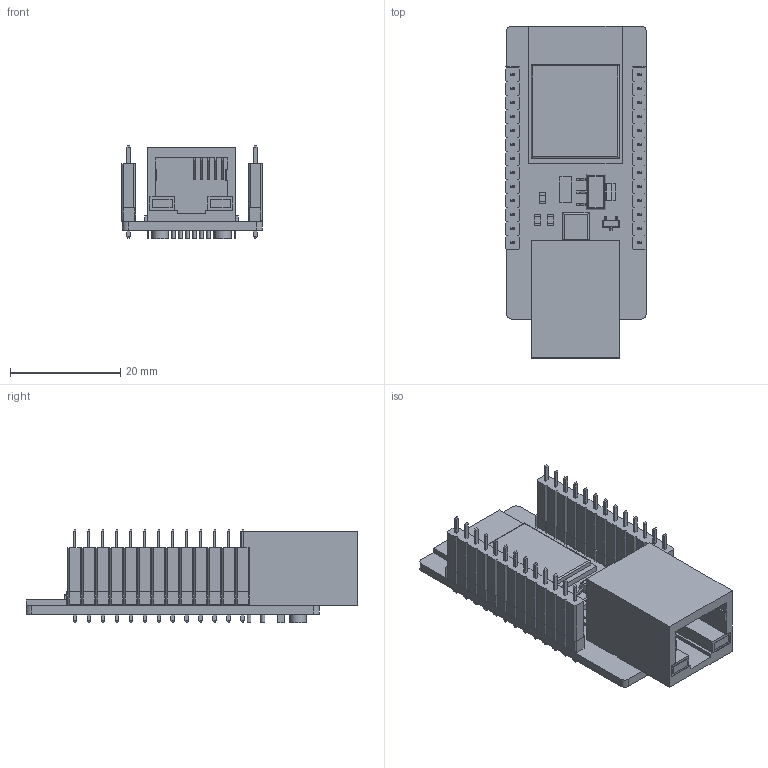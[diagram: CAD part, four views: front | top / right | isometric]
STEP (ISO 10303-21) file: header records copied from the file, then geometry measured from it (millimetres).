
FILE_DESCRIPTION(/* description */ ('STEP AP242 Edition 2','CAx-IF Rec.Pracs.---Representation and Presentation of Product Manufacturing Information (PMI)---4.0---2014-10-13','CAx-IF Rec.Pracs.---3D Tessellated Geometry---0.4---2014-09-14','2;1','CAx-IF Rec.Pracs.---User Defined Attributes---1.5---2016-08-15'),/* implementation_level */ '2;1');
FILE_NAME(/* name */ '69348f413c6fe46a4ffbd531',/* time_stamp */ '2025-12-06T20:17:06Z',/* author */ (''),/* organization */ (''),/* preprocessor_version */ 'ST-DEVELOPER v20',/* originating_system */ 'ONSHAPE BY PTC INC, 1.207',/* authorisation */ ' ');
FILE_SCHEMA (('AP242_MANAGED_MODEL_BASED_3D_ENGINEERING_MIM_LF { 1 0 10303 442 3 1 4 }'));
Length unit declared in the file: metre
Products named in the file (42): WT32-ESP01 v3; WT32-ESP01 v2; SOT23SMD; 0805; AMS1117; 13-way-pinheader-female; res_1206; 13WayHeader; HY911130A
Assembly tree (45 placements, depth 2):
  WT32-ESP01 v3
    WT32-ESP01 v2
    WT32-ESP01 v2
    SOT23SMD
    WT32-ESP01 v2
    WT32-ESP01 v2
    WT32-ESP01 v2
    WT32-ESP01 v2
    SOT23SMD
    WT32-ESP01 v2
    WT32-ESP01 v2
    0805  x3
    WT32-ESP01 v2
    WT32-ESP01 v2
    WT32-ESP01 v2
    WT32-ESP01 v2
    AMS1117
    WT32-ESP01 v2
    WT32-ESP01 v2
    13-way-pinheader-female  x2
    WT32-ESP01 v2
    SOT23SMD
    WT32-ESP01 v2
    WT32-ESP01 v2
    WT32-ESP01 v2
    WT32-ESP01 v2
    WT32-ESP01 v2
    res_1206
    WT32-ESP01 v2
    WT32-ESP01 v2
    WT32-ESP01 v2
    WT32-ESP01 v2
    WT32-ESP01 v2
    WT32-ESP01 v2
    13WayHeader  x2
    WT32-ESP01 v2
    WT32-ESP01 v2
    WT32-ESP01 v2
    WT32-ESP01 v2
    WT32-ESP01 v2
    SOT23SMD
    HY911130A
Bounding box: 25.55 x 60.3 x 16.9 mm (x, y, z)
Volume: 7620.8 mm3; surface area: 10953.8 mm2
Topology: 45 solids, 45 shells, 1746 faces, 4116 edges, 2588 vertices
Faces by surface type: plane 1637, cylinder 83, torus 26
Full cylindrical faces by diameter (mm): 0.7 x10, 0.9 x4, 3 x2
Entity records: 32907 total; most frequent: CARTESIAN_POINT 5116, ORIENTED_EDGE 4852, DIRECTION 4850, EDGE_CURVE 2426, LINE 2218, VECTOR 2218, VERTEX_POINT 1558, AXIS2_PLACEMENT_3D 1316
